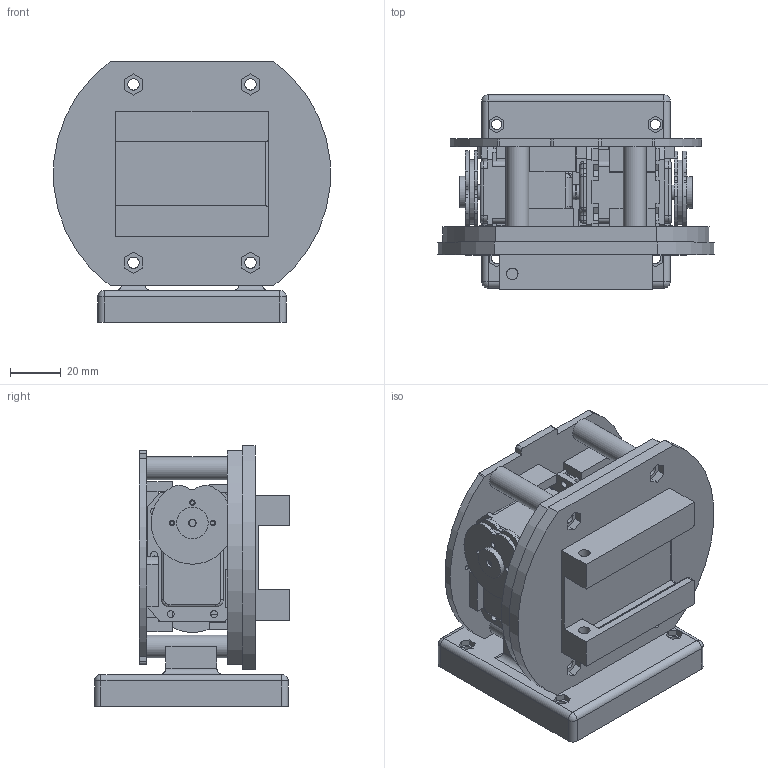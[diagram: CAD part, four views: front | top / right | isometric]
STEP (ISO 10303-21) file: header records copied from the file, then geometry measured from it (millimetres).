
FILE_DESCRIPTION(/* description */ (''),/* implementation_level */ '2;1');
FILE_NAME(/* name */ '8a526d96-f99a-41e9-9e76-80664c5670b3.stp',/* time_stamp */ '2017-09-04T07:49:17+00:00',/* author */ (''),/* organization */ (''),/* preprocessor_version */ 'ST-DEVELOPER v16.13',/* originating_system */ 'Autodesk Translation Framework v6.1.1.50',/* authorisation */ '');
FILE_SCHEMA (('AUTOMOTIVE_DESIGN { 1 0 10303 214 3 1 1 }'));
Length unit declared in the file: millimetre
Products named in the file (15): MX28_motorpart v8; MX28_topbase v7; MX28_bottom_base v12; Component1; a3_t42 v5; MX-28 v4; MX-28 v4_1; HN07-N101 v1; Component1_1; MX28_cover v9; MX28_spacer v3; dovetail_femail_part v5; dovetail_female v1; MX-28hone_cover v8; MX-28hone_cover v8_1
Assembly tree (19 placements, depth 5):
  MX28_motorpart v8
    MX28_spacer v3  x2
    MX28_topbase v7
      MX28_bottom_base v12
        Component1
        a3_t42 v5
        MX-28 v4
          HN07-N101 v1
          Component1_1
        MX-28 v4_1
          HN07-N101 v1
          Component1_1
    MX28_cover v9
      MX28_spacer v3  x2
    dovetail_femail_part v5
      dovetail_female v1
    MX-28hone_cover v8
    MX-28hone_cover v8_1
Bounding box: 108.6 x 76.5 x 102.4 mm (x, y, z)
Volume: 268598.2 mm3; surface area: 131060.6 mm2
Topology: 15 solids, 31 shells, 1343 faces, 3594 edges, 2328 vertices
Faces by surface type: plane 875, cylinder 374, cone 38, torus 24, bspline 24, sphere 8
Full cylindrical faces by diameter (mm): 1.6 x16, 2 x18, 2.1 x6, 2.6 x2, 2.7 x32, 3 x2, 3.2 x2, 4 x4, 4.496 x12, 4.5 x4, 5 x6, 5.7 x2, 6 x4, 8 x6, 8.4 x2, 9 x6, 12.4 x2, 13 x2, 22 x2, 22.4 x2, 25.4 x2
Entity records: 28881 total; most frequent: CARTESIAN_POINT 6785, ORIENTED_EDGE 4426, DIRECTION 4373, EDGE_CURVE 2221, LINE 1577, VECTOR 1577, VERTEX_POINT 1503, AXIS2_PLACEMENT_3D 1398
